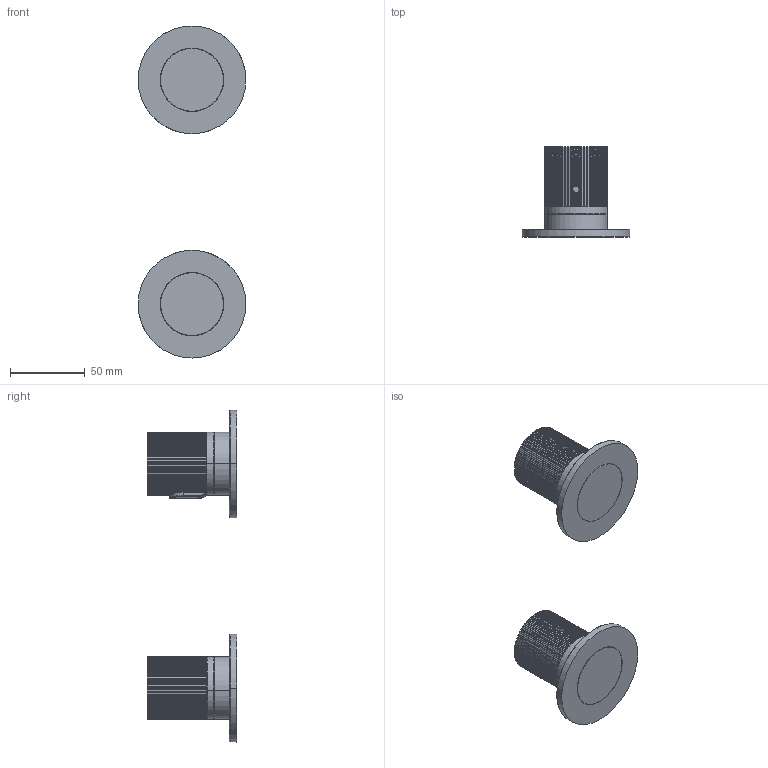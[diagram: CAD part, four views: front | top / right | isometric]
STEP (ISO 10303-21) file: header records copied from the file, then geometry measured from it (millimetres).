
FILE_DESCRIPTION((''),'2;1');
FILE_NAME('15771_ASM','2025-12-19T18:42:39',('miqia'),(''),'CREO PARAMETRIC BY PTC INC, 2019010','CREO PARAMETRIC BY PTC INC, 2019010','');
FILE_SCHEMA(('CONFIG_CONTROL_DESIGN'));
Length unit declared in the file: millimetre
Products named in the file (14): 15771_1_1; 15771_1_2; 15771_1_ASM; EVO-D; 64671_1_ASM_1_1; 64671-01_2_1_1; 64671-02_2_1_1; 64671-03_1_1_1; 64671-T_ASM_1_ASM_1_ASM_1_ASM; 64671_ASM_1_ASM_1_ASM_1_ASM; 64671_ASM_1_ASM_1_ASM; EVO-T_ASM_1_ASM; EVO-T-01_ASM; 15771_ASM
Assembly tree (13 placements, depth 7):
  15771_ASM
    15771_1_ASM
      15771_1_1
      15771_1_2
    EVO-D
    EVO-T-01_ASM
      EVO-T_ASM_1_ASM
        64671_ASM_1_ASM_1_ASM
          64671_ASM_1_ASM_1_ASM_1_ASM
            64671_1_ASM_1_1
            64671-T_ASM_1_ASM_1_ASM_1_ASM
              64671-01_2_1_1
              64671-02_2_1_1
              64671-03_1_1_1
Bounding box: 72 x 60 x 222 mm (x, y, z)
Volume: 224584 mm3; surface area: 49522.6 mm2
Topology: 5 solids, 10 shells, 1213 faces, 3453 edges, 2258 vertices
Faces by surface type: cylinder 482, plane 415, torus 267, bspline 33, cone 10, sphere 4, extrusion 2
Entity records: 63120 total; most frequent: CARTESIAN_POINT 32270, ORIENTED_EDGE 6879, DIRECTION 5916, EDGE_CURVE 3449, VERTEX_POINT 2258, AXIS2_PLACEMENT_3D 2147, VECTOR 1622, LINE 1620
